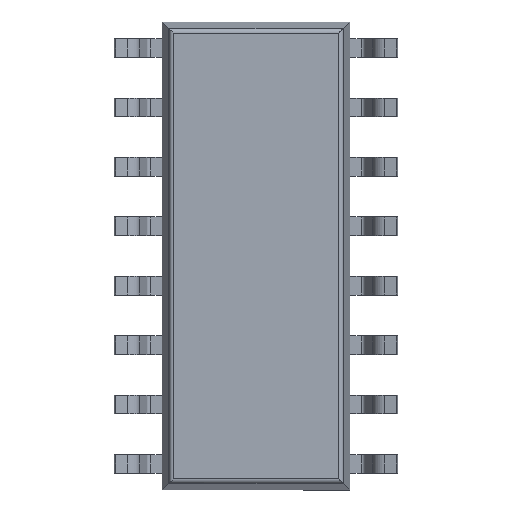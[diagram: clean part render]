
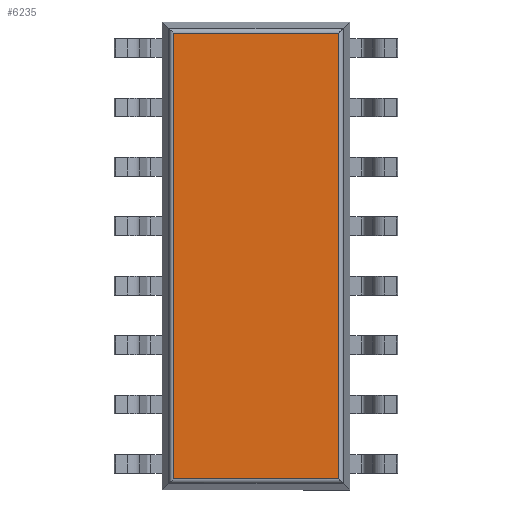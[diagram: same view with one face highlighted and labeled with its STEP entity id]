
A CAD part, front view. The second image highlights one B-rep face of the part: STEP entity #6235.
In plain terms, the highlighted planar face has unit normal (0, -1, 0).
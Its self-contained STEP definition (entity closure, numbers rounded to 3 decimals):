
#54 = EDGE_CURVE ( 'NONE', #6292, #57, #6531, .T. ) ;
#57 = VERTEX_POINT ( 'NONE', #6511 ) ;
#64 = ORIENTED_EDGE ( 'NONE', *, *, #66, .T. ) ;
#66 = EDGE_CURVE ( 'NONE', #57, #6298, #6588, .T. ) ;
#3256 = AXIS2_PLACEMENT_3D ( 'NONE', #3316, #3315, #3314 ) ;
#3257 = PLANE ( 'NONE',  #3256 ) ;
#3272 = FACE_OUTER_BOUND ( 'NONE', #6236, .T. ) ;
#3314 = DIRECTION ( 'NONE',  ( 0., 0., -1. ) ) ;
#3315 = DIRECTION ( 'NONE',  ( 0., -1., 0. ) ) ;
#3316 = CARTESIAN_POINT ( 'NONE',  ( -2., 0.15, -5. ) ) ;
#3416 = DIRECTION ( 'NONE',  ( 1., 0., 0. ) ) ;
#3417 = VECTOR ( 'NONE', #3416, 1000. ) ;
#3418 = CARTESIAN_POINT ( 'NONE',  ( -2., 0.15, -4.765 ) ) ;
#3419 = LINE ( 'NONE', #3418, #3417 ) ;
#3420 = DIRECTION ( 'NONE',  ( 0., 0., -1. ) ) ;
#3421 = VECTOR ( 'NONE', #3420, 1000. ) ;
#3422 = CARTESIAN_POINT ( 'NONE',  ( -1.765, 0.15, -5. ) ) ;
#3423 = LINE ( 'NONE', #3422, #3421 ) ;
#3424 = CARTESIAN_POINT ( 'NONE',  ( -1.765, 0.15, -4.765 ) ) ;
#3425 = CARTESIAN_POINT ( 'NONE',  ( -1.765, 0.15, 4.765 ) ) ;
#3434 = CARTESIAN_POINT ( 'NONE',  ( 1.765, 0.15, -4.765 ) ) ;
#6235 = ADVANCED_FACE ( 'NONE', ( #3272 ), #3257, .T. ) ;
#6236 = EDGE_LOOP ( 'NONE', ( #6282, #6296, #6284, #64 ) ) ;
#6282 = ORIENTED_EDGE ( 'NONE', *, *, #6300, .T. ) ;
#6284 = ORIENTED_EDGE ( 'NONE', *, *, #54, .T. ) ;
#6292 = VERTEX_POINT ( 'NONE', #3434 ) ;
#6296 = ORIENTED_EDGE ( 'NONE', *, *, #6301, .T. ) ;
#6298 = VERTEX_POINT ( 'NONE', #3425 ) ;
#6299 = VERTEX_POINT ( 'NONE', #3424 ) ;
#6300 = EDGE_CURVE ( 'NONE', #6298, #6299, #3423, .T. ) ;
#6301 = EDGE_CURVE ( 'NONE', #6299, #6292, #3419, .T. ) ;
#6511 = CARTESIAN_POINT ( 'NONE',  ( 1.765, 0.15, 4.765 ) ) ;
#6528 = DIRECTION ( 'NONE',  ( 0., 0., 1. ) ) ;
#6529 = VECTOR ( 'NONE', #6528, 1000. ) ;
#6530 = CARTESIAN_POINT ( 'NONE',  ( 1.765, 0.15, -5. ) ) ;
#6531 = LINE ( 'NONE', #6530, #6529 ) ;
#6585 = DIRECTION ( 'NONE',  ( -1., 0., 0. ) ) ;
#6586 = VECTOR ( 'NONE', #6585, 1000. ) ;
#6587 = CARTESIAN_POINT ( 'NONE',  ( -2., 0.15, 4.765 ) ) ;
#6588 = LINE ( 'NONE', #6587, #6586 ) ;
